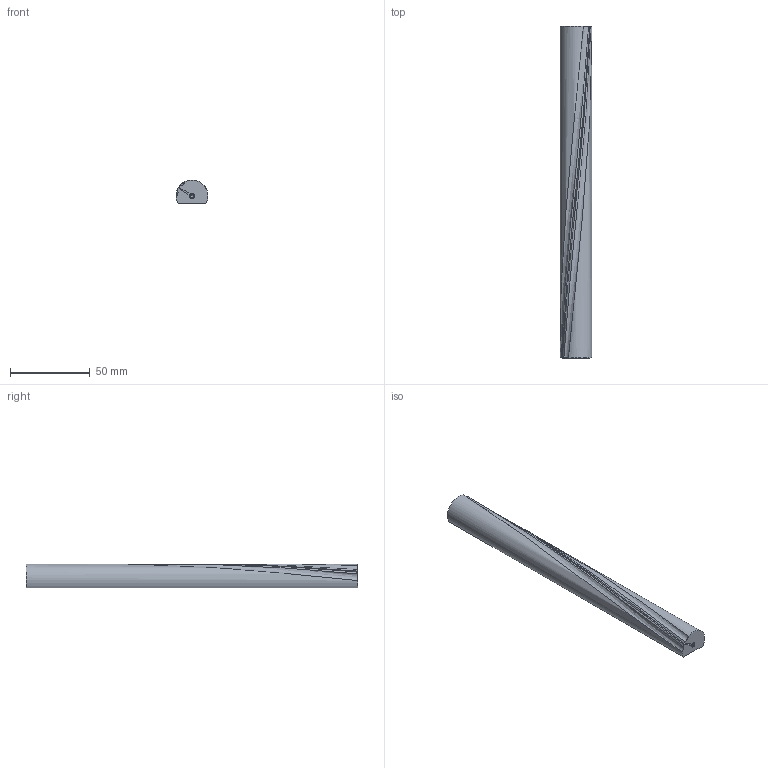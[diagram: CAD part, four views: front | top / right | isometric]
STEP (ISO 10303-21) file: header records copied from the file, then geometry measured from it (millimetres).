
FILE_DESCRIPTION(('FreeCAD Model'),'2;1');
FILE_NAME('Open CASCADE Shape Model','2026-01-25T10:26:55',(''),(''), 'Open CASCADE STEP processor 7.8','FreeCAD','Unknown');
FILE_SCHEMA(('AUTOMOTIVE_DESIGN { 1 0 10303 214 1 1 1 1 }'));
Products named in the file (1): GuideShaft
Bounding box: 20 x 208 x 14.99 mm (x, y, z)
Volume: 49909.7 mm3; surface area: 16277.1 mm2
Topology: 1 solids, 1 shells, 264 faces, 545 edges, 283 vertices
Faces by surface type: bspline 191, cylinder 66, plane 5, cone 2
Full cylindrical faces by diameter (mm): 2.52 x60
Entity records: 51613 total; most frequent: CARTESIAN_POINT 42311, ORIENTED_EDGE 1086, PCURVE 1086, DEFINITIONAL_REPRESENTATION 1086, DIRECTION 1034, LINE 856, VECTOR 856, B_SPLINE_CURVE_WITH_KNOTS 739
